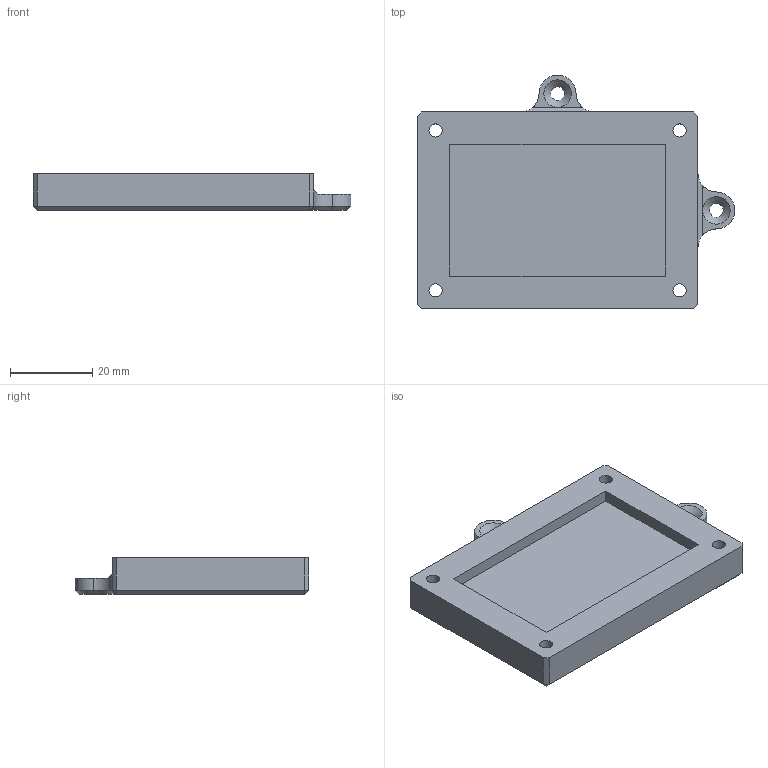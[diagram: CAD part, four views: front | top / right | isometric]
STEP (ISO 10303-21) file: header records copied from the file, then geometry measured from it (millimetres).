
FILE_DESCRIPTION(('FreeCAD Model'),'2;1');
FILE_NAME('Open CASCADE Shape Model','2025-05-18T14:34:50',(''),(''), 'Open CASCADE STEP processor 7.8','FreeCAD','Unknown');
FILE_SCHEMA(('AUTOMOTIVE_DESIGN { 1 0 10303 214 1 1 1 1 }'));
Length unit declared in the file: millimetre
Products named in the file (1): PerfBoard-BaseScrew
Bounding box: 77.5 x 57 x 9 mm (x, y, z)
Volume: 23943.6 mm3; surface area: 9973.4 mm2
Topology: 1 solids, 1 shells, 101 faces, 236 edges, 146 vertices
Faces by surface type: plane 77, cylinder 16, cone 8
Full cylindrical faces by diameter (mm): 3.2 x4, 3.4 x2, 6 x4
Entity records: 2872 total; most frequent: DIRECTION 488, CARTESIAN_POINT 484, ORIENTED_EDGE 472, EDGE_CURVE 236, LINE 188, VECTOR 188, AXIS2_PLACEMENT_3D 150, VERTEX_POINT 146
